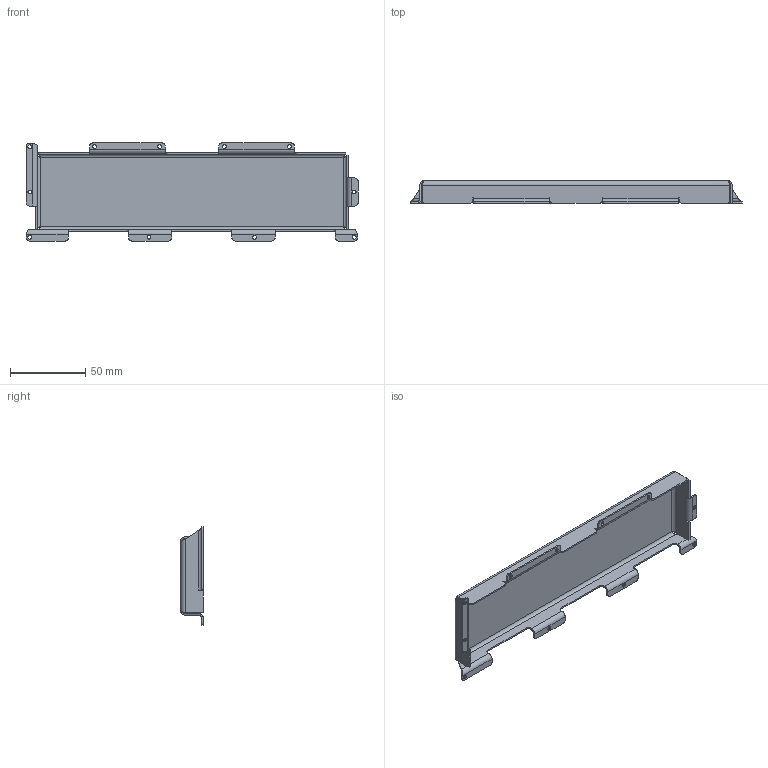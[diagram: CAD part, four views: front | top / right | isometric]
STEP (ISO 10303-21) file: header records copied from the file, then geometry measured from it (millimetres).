
FILE_DESCRIPTION (( 'STEP AP214' ), '1' );
FILE_NAME ('BoostConverter_Case_3Stck.STEP', '2017-11-24T00:54:03', ( '' ), ( '' ), 'SwSTEP 2.0', 'SolidWorks 2013', '' );
FILE_SCHEMA (( 'AUTOMOTIVE_DESIGN' ));
Length unit declared in the file: millimetre
Products named in the file (1): BoostConverter_Case_3Stck
Bounding box: 220 x 15 x 65 mm (x, y, z)
Volume: 18004.8 mm3; surface area: 36911.8 mm2
Topology: 1 solids, 1 shells, 192 faces, 474 edges, 284 vertices
Faces by surface type: plane 107, cylinder 74, bspline 11
Entity records: 6304 total; most frequent: CARTESIAN_POINT 1698, ORIENTED_EDGE 948, DIRECTION 942, EDGE_CURVE 474, VECTOR 326, LINE 326, AXIS2_PLACEMENT_3D 308, VERTEX_POINT 284
